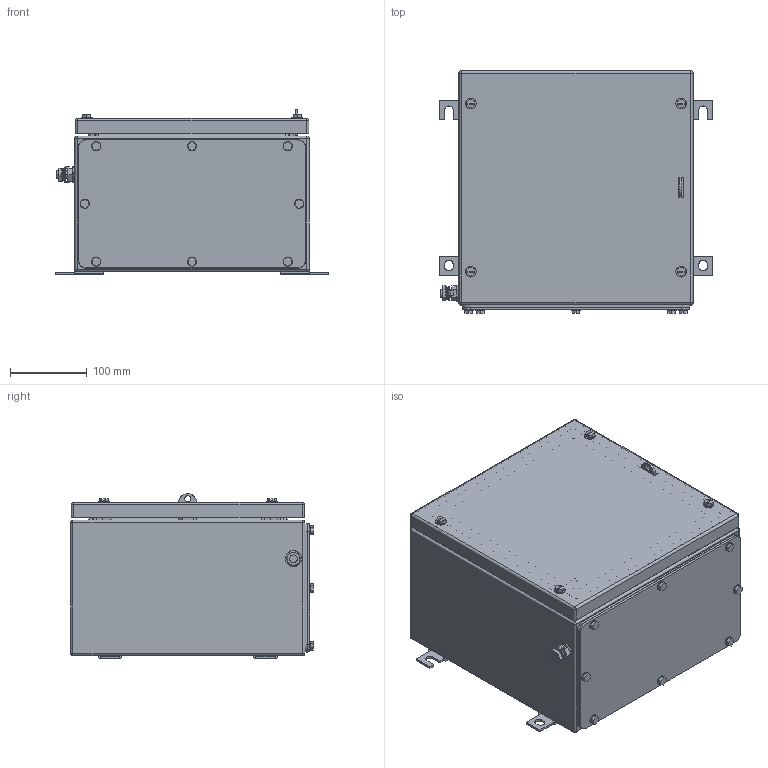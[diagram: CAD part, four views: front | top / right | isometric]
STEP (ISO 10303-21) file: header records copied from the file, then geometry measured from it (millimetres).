
FILE_DESCRIPTION(('CATIA V5 STEP Exchange','CAx-IF Rec.Pracs.--- Model Styling and Organization---1.4--- 2014-01-23'),'2;1');
FILE_NAME ('008515-7_2_1194760000_1194760000.stp','2019-07-03T06:49:18+00:00',('none'),('Weidmueller'),'CATIA Version 5-6 Release 2016 SP3 HF44','CATIA V5 STEP AP214','none');
FILE_SCHEMA(('AUTOMOTIVE_DESIGN { 1 0 10303 214 1 1 1 1 }'));
Length unit declared in the file: millimetre
Products named in the file (1): 1194760000
Bounding box: 357 x 317 x 215 mm (x, y, z)
Volume: 979164.5 mm3; surface area: 1112409.2 mm2
Topology: 55 solids, 55 shells, 1378 faces, 3324 edges, 2088 vertices
Faces by surface type: plane 675, cylinder 511, cone 148, sphere 24, torus 20
Entity records: 37844 total; most frequent: CARTESIAN_POINT 7619, ORIENTED_EDGE 6552, DIRECTION 5153, EDGE_CURVE 3276, AXIS2_PLACEMENT_3D 2116, VERTEX_POINT 2088, VECTOR 2016, LINE 2016
